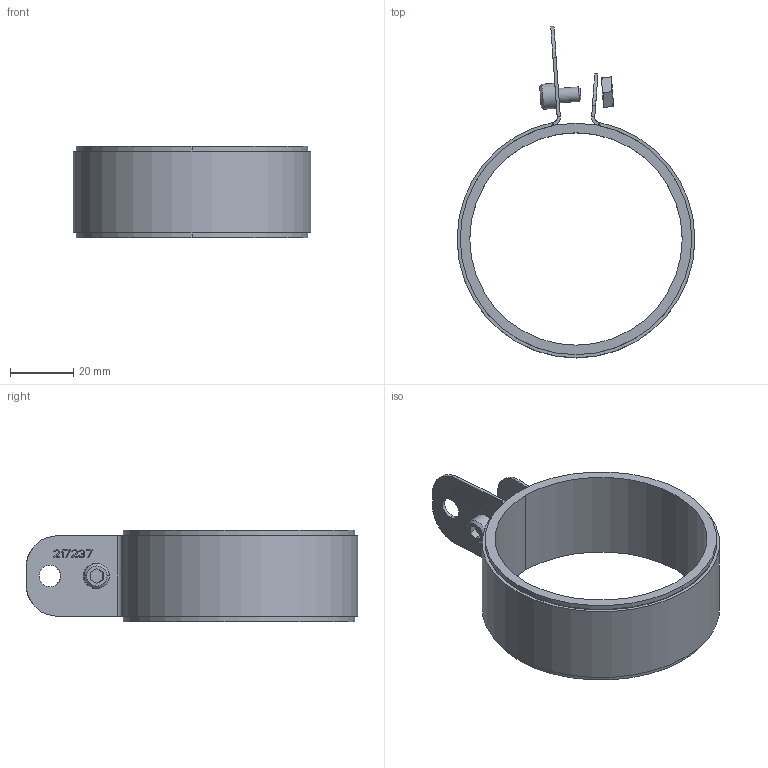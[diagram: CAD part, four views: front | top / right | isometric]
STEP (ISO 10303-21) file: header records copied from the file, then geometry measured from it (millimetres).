
FILE_DESCRIPTION((''),'2;1');
FILE_NAME('217659_ASM','2020-06-12T14:57:20',('PDMAdmin'),('BANNER ENGINEERING'),'CREO PARAMETRIC BY PTC INC, 2019292','CREO PARAMETRIC BY PTC INC, 2019292','');
FILE_SCHEMA(('CONFIG_CONTROL_DESIGN'));
Length unit declared in the file: millimetre
Products named in the file (5): 217237; 37220; 10022; 214201; 217659_ASM
Assembly tree (4 placements, depth 2):
  217659_ASM
    217237
    37220
    10022
    214201
Bounding box: 74.99 x 104.69 x 28.8 mm (x, y, z)
Volume: 17420.5 mm3; surface area: 28861.5 mm2
Topology: 4 solids, 4 shells, 232 faces, 602 edges, 388 vertices
Faces by surface type: plane 186, cylinder 30, cone 16
Entity records: 7219 total; most frequent: CARTESIAN_POINT 1383, ORIENTED_EDGE 1204, DIRECTION 1136, EDGE_CURVE 602, VECTOR 502, LINE 502, VERTEX_POINT 388, AXIS2_PLACEMENT_3D 317
